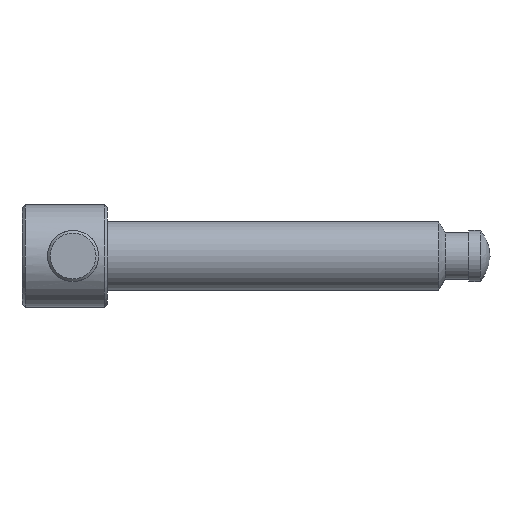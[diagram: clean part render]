
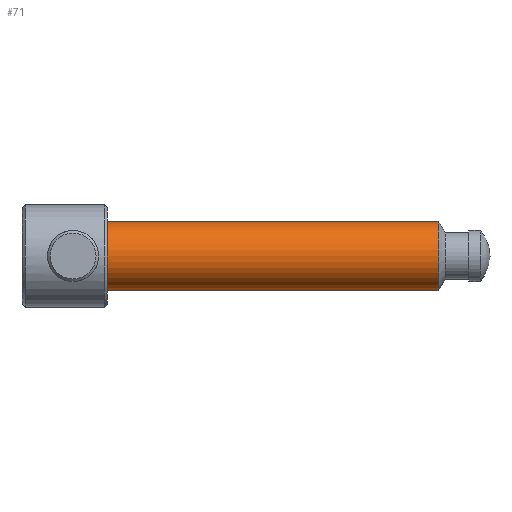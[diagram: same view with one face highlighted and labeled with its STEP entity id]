
A CAD part, left-side view. The second image highlights one B-rep face of the part: STEP entity #71.
In plain terms, the highlighted cylindrical face has radius 8 mm (diameter 16 mm), a full revolution.
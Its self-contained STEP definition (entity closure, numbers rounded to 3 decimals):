
#71 = ADVANCED_FACE( '', ( #151, #152 ), #153, .T. );
#151 = FACE_OUTER_BOUND( '', #225, .T. );
#152 = FACE_OUTER_BOUND( '', #226, .T. );
#153 = CYLINDRICAL_SURFACE( '', #227, 8. );
#225 = EDGE_LOOP( '', ( #323 ) );
#226 = EDGE_LOOP( '', ( #324 ) );
#227 = AXIS2_PLACEMENT_3D( '', #325, #326, #327 );
#323 = ORIENTED_EDGE( '', *, *, #363, .F. );
#324 = ORIENTED_EDGE( '', *, *, #338, .T. );
#325 = CARTESIAN_POINT( '', ( 0., 0., 0. ) );
#326 = DIRECTION( '', ( 0., 1., 0. ) );
#327 = DIRECTION( '', ( 0., 0., -1. ) );
#338 = EDGE_CURVE( '', #374, #374, #375, .T. );
#363 = EDGE_CURVE( '', #412, #412, #413, .T. );
#374 = VERTEX_POINT( '', #423 );
#375 = CIRCLE( '', #424, 8. );
#412 = VERTEX_POINT( '', #629 );
#413 = CIRCLE( '', #630, 8. );
#423 = CARTESIAN_POINT( '', ( 0., 90., -8. ) );
#424 = AXIS2_PLACEMENT_3D( '', #640, #641, #642 );
#629 = CARTESIAN_POINT( '', ( 0., 12., -8. ) );
#630 = AXIS2_PLACEMENT_3D( '', #673, #674, #675 );
#640 = CARTESIAN_POINT( '', ( 0., 90., 0. ) );
#641 = DIRECTION( '', ( 0., -1., 0. ) );
#642 = DIRECTION( '', ( 0., 0., -1. ) );
#673 = CARTESIAN_POINT( '', ( 0., 12., 0. ) );
#674 = DIRECTION( '', ( 0., -1., 0. ) );
#675 = DIRECTION( '', ( 0., 0., -1. ) );
